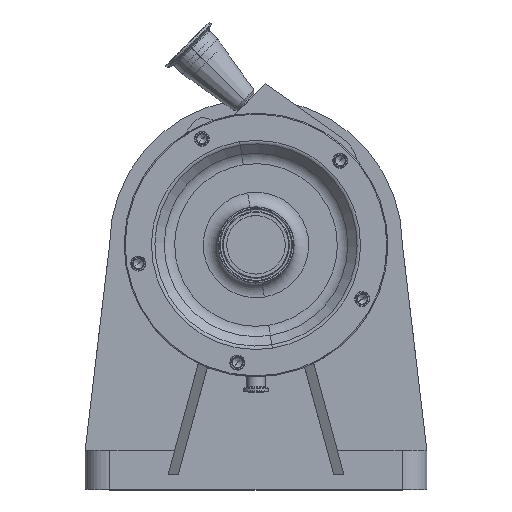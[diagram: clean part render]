
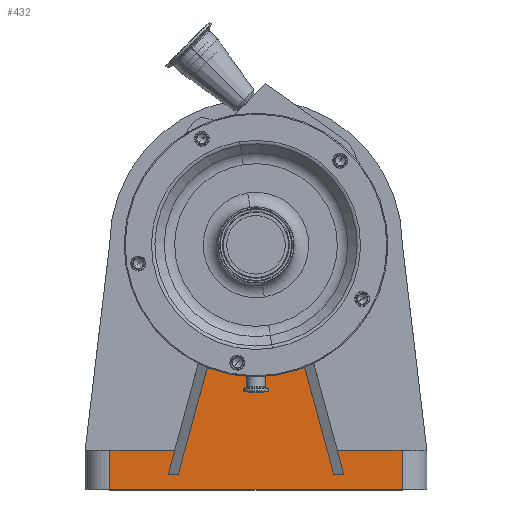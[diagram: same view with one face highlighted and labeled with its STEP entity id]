
A CAD part, top view. The second image highlights one B-rep face of the part: STEP entity #432.
In plain terms, the highlighted planar face has unit normal (0, 0, 1).
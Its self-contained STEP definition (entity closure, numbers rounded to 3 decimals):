
#171 = VECTOR ( 'NONE', #9061, 1000. ) ;
#176 = EDGE_CURVE ( 'NONE', #4300, #887, #3307, .T. ) ;
#220 = CARTESIAN_POINT ( 'NONE',  ( 83.204, 40., -80. ) ) ;
#227 = VERTEX_POINT ( 'NONE', #2700 ) ;
#273 = DIRECTION ( 'NONE',  ( -1., 0., 0. ) ) ;
#307 = VERTEX_POINT ( 'NONE', #3946 ) ;
#323 = LINE ( 'NONE', #4716, #2004 ) ;
#432 = ADVANCED_FACE ( 'NONE', ( #4607 ), #3766, .F. ) ;
#499 = CARTESIAN_POINT ( 'NONE',  ( 149.6, 0., -80. ) ) ;
#522 = DIRECTION ( 'NONE',  ( -0.262, -0.965, 0. ) ) ;
#767 = EDGE_CURVE ( 'NONE', #8484, #6882, #5625, .T. ) ;
#880 = DIRECTION ( 'NONE',  ( 0., -1., 0. ) ) ;
#887 = VERTEX_POINT ( 'NONE', #11153 ) ;
#936 = VECTOR ( 'NONE', #8427, 1000. ) ;
#997 = ORIENTED_EDGE ( 'NONE', *, *, #5257, .F. ) ;
#1410 = VERTEX_POINT ( 'NONE', #7615 ) ;
#1531 = ORIENTED_EDGE ( 'NONE', *, *, #10468, .F. ) ;
#1654 = EDGE_CURVE ( 'NONE', #887, #2030, #9014, .T. ) ;
#1670 = CARTESIAN_POINT ( 'NONE',  ( -90., 15., -80. ) ) ;
#1774 = VECTOR ( 'NONE', #522, 1000. ) ;
#1863 = VECTOR ( 'NONE', #880, 1000. ) ;
#2004 = VECTOR ( 'NONE', #5543, 1000. ) ;
#2030 = VERTEX_POINT ( 'NONE', #6674 ) ;
#2700 = CARTESIAN_POINT ( 'NONE',  ( 40.6, 158.613, -80. ) ) ;
#2844 = CARTESIAN_POINT ( 'NONE',  ( -67.186, 98.928, -80. ) ) ;
#2908 = DIRECTION ( 'NONE',  ( -1., 0., 0. ) ) ;
#2912 = DIRECTION ( 'NONE',  ( 1., 0., 0. ) ) ;
#3000 = CARTESIAN_POINT ( 'NONE',  ( 79.637, 15., -80. ) ) ;
#3028 = EDGE_CURVE ( 'NONE', #4190, #227, #323, .T. ) ;
#3150 = DIRECTION ( 'NONE',  ( 1., 0., 0. ) ) ;
#3289 = AXIS2_PLACEMENT_3D ( 'NONE', #10764, #8058, #273 ) ;
#3307 = LINE ( 'NONE', #6974, #9889 ) ;
#3458 = CARTESIAN_POINT ( 'NONE',  ( 149.6, 40., -80. ) ) ;
#3491 = LINE ( 'NONE', #7722, #8891 ) ;
#3612 = CARTESIAN_POINT ( 'NONE',  ( 149.6, 40., -80. ) ) ;
#3766 = PLANE ( 'NONE',  #9178 ) ;
#3946 = CARTESIAN_POINT ( 'NONE',  ( 90., 15., -80. ) ) ;
#3988 = VERTEX_POINT ( 'NONE', #10627 ) ;
#4167 = CARTESIAN_POINT ( 'NONE',  ( -79.637, 15., -80. ) ) ;
#4190 = VERTEX_POINT ( 'NONE', #3000 ) ;
#4300 = VERTEX_POINT ( 'NONE', #7740 ) ;
#4349 = LINE ( 'NONE', #3612, #4721 ) ;
#4369 = LINE ( 'NONE', #4982, #936 ) ;
#4379 = VECTOR ( 'NONE', #3150, 1000. ) ;
#4544 = DIRECTION ( 'NONE',  ( 0.262, 0.965, 0. ) ) ;
#4607 = FACE_OUTER_BOUND ( 'NONE', #7820, .T. ) ;
#4653 = ORIENTED_EDGE ( 'NONE', *, *, #6946, .F. ) ;
#4661 = CARTESIAN_POINT ( 'NONE',  ( 149.6, 40., -80. ) ) ;
#4713 = EDGE_CURVE ( 'NONE', #4190, #307, #3491, .T. ) ;
#4716 = CARTESIAN_POINT ( 'NONE',  ( 80.35, 12.377, -80. ) ) ;
#4721 = VECTOR ( 'NONE', #8806, 1000. ) ;
#4840 = LINE ( 'NONE', #8291, #4379 ) ;
#4982 = CARTESIAN_POINT ( 'NONE',  ( 87.773, 23.194, -80. ) ) ;
#5257 = EDGE_CURVE ( 'NONE', #1410, #2030, #5995, .T. ) ;
#5330 = EDGE_CURVE ( 'NONE', #10284, #307, #4369, .T. ) ;
#5434 = VECTOR ( 'NONE', #4544, 1000. ) ;
#5439 = LINE ( 'NONE', #2844, #5434 ) ;
#5543 = DIRECTION ( 'NONE',  ( -0.262, 0.965, 0. ) ) ;
#5625 = LINE ( 'NONE', #9880, #1774 ) ;
#5995 = LINE ( 'NONE', #3458, #1863 ) ;
#6251 = VECTOR ( 'NONE', #10594, 1000. ) ;
#6355 = CIRCLE ( 'NONE', #3289, 100. ) ;
#6674 = CARTESIAN_POINT ( 'NONE',  ( 149.6, 0., -80. ) ) ;
#6837 = ORIENTED_EDGE ( 'NONE', *, *, #4713, .F. ) ;
#6882 = VERTEX_POINT ( 'NONE', #4167 ) ;
#6946 = EDGE_CURVE ( 'NONE', #10284, #1410, #9525, .T. ) ;
#6974 = CARTESIAN_POINT ( 'NONE',  ( -149.6, 40., -80. ) ) ;
#7060 = ORIENTED_EDGE ( 'NONE', *, *, #176, .T. ) ;
#7176 = ORIENTED_EDGE ( 'NONE', *, *, #3028, .T. ) ;
#7196 = DIRECTION ( 'NONE',  ( 0., 0., -1. ) ) ;
#7615 = CARTESIAN_POINT ( 'NONE',  ( 149.6, 40., -80. ) ) ;
#7722 = CARTESIAN_POINT ( 'NONE',  ( 0., 15., -80. ) ) ;
#7740 = CARTESIAN_POINT ( 'NONE',  ( -149.6, 40., -80. ) ) ;
#7820 = EDGE_LOOP ( 'NONE', ( #10755, #9951, #8030, #1531, #7060, #8441, #997, #4653, #10604, #6837, #7176, #8815 ) ) ;
#8030 = ORIENTED_EDGE ( 'NONE', *, *, #9741, .T. ) ;
#8058 = DIRECTION ( 'NONE',  ( 0., 0., -1. ) ) ;
#8291 = CARTESIAN_POINT ( 'NONE',  ( -90., 15., -80. ) ) ;
#8427 = DIRECTION ( 'NONE',  ( 0.262, -0.965, 0. ) ) ;
#8441 = ORIENTED_EDGE ( 'NONE', *, *, #1654, .T. ) ;
#8484 = VERTEX_POINT ( 'NONE', #10572 ) ;
#8806 = DIRECTION ( 'NONE',  ( 1., 0., 0. ) ) ;
#8815 = ORIENTED_EDGE ( 'NONE', *, *, #11080, .T. ) ;
#8848 = VERTEX_POINT ( 'NONE', #1670 ) ;
#8891 = VECTOR ( 'NONE', #2912, 1000. ) ;
#9014 = LINE ( 'NONE', #499, #171 ) ;
#9061 = DIRECTION ( 'NONE',  ( 1., 0., 0. ) ) ;
#9178 = AXIS2_PLACEMENT_3D ( 'NONE', #4661, #7196, #2908 ) ;
#9525 = LINE ( 'NONE', #10371, #6251 ) ;
#9741 = EDGE_CURVE ( 'NONE', #8848, #3988, #5439, .T. ) ;
#9880 = CARTESIAN_POINT ( 'NONE',  ( -40.6, 158.613, -80. ) ) ;
#9889 = VECTOR ( 'NONE', #10406, 1000. ) ;
#9951 = ORIENTED_EDGE ( 'NONE', *, *, #10803, .F. ) ;
#10284 = VERTEX_POINT ( 'NONE', #220 ) ;
#10371 = CARTESIAN_POINT ( 'NONE',  ( 149.6, 40., -80. ) ) ;
#10406 = DIRECTION ( 'NONE',  ( 0., -1., 0. ) ) ;
#10468 = EDGE_CURVE ( 'NONE', #4300, #3988, #4349, .T. ) ;
#10572 = CARTESIAN_POINT ( 'NONE',  ( -40.6, 158.613, -80. ) ) ;
#10594 = DIRECTION ( 'NONE',  ( 1., 0., 0. ) ) ;
#10604 = ORIENTED_EDGE ( 'NONE', *, *, #5330, .T. ) ;
#10627 = CARTESIAN_POINT ( 'NONE',  ( -83.204, 40., -80. ) ) ;
#10755 = ORIENTED_EDGE ( 'NONE', *, *, #767, .T. ) ;
#10764 = CARTESIAN_POINT ( 'NONE',  ( 0., 250., -80. ) ) ;
#10803 = EDGE_CURVE ( 'NONE', #8848, #6882, #4840, .T. ) ;
#11080 = EDGE_CURVE ( 'NONE', #227, #8484, #6355, .T. ) ;
#11153 = CARTESIAN_POINT ( 'NONE',  ( -149.6, 0., -80. ) ) ;
